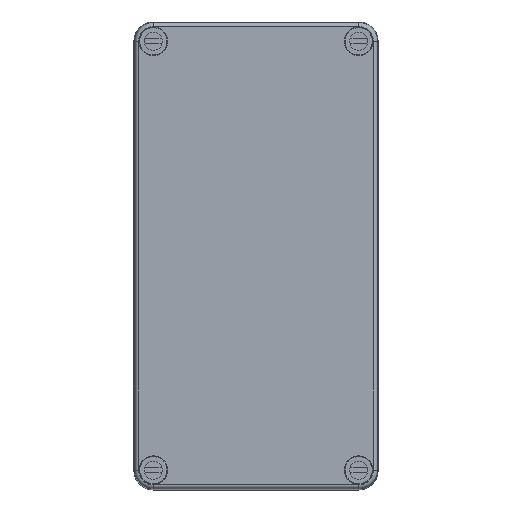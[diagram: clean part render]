
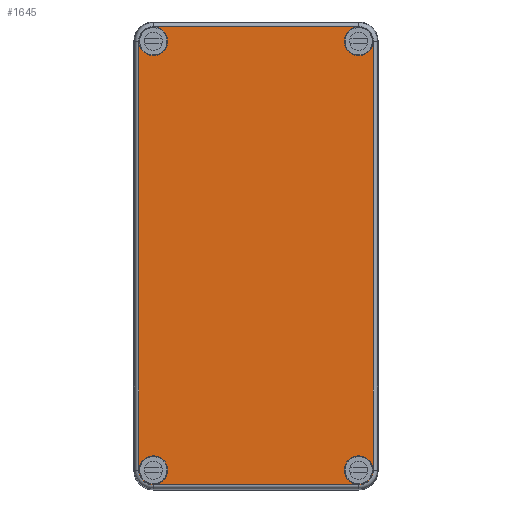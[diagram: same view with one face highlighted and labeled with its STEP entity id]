
A CAD part, top view. The second image highlights one B-rep face of the part: STEP entity #1645.
In plain terms, the highlighted planar face has unit normal (0, 0, 1).
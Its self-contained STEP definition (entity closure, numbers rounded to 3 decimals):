
#1645 = ADVANCED_FACE( '', ( #3631, #3632, #3633, #3634, #3635 ), #3636, .T. );
#3631 = FACE_OUTER_BOUND( '', #6009, .T. );
#3632 = FACE_BOUND( '', #6010, .T. );
#3633 = FACE_BOUND( '', #6011, .T. );
#3634 = FACE_BOUND( '', #6012, .T. );
#3635 = FACE_BOUND( '', #6013, .T. );
#3636 = PLANE( '', #6014 );
#6009 = EDGE_LOOP( '', ( #10348, #10349, #10350, #10351, #10352, #10353, #10354, #10355 ) );
#6010 = EDGE_LOOP( '', ( #10356 ) );
#6011 = EDGE_LOOP( '', ( #10357 ) );
#6012 = EDGE_LOOP( '', ( #10358 ) );
#6013 = EDGE_LOOP( '', ( #10359 ) );
#6014 = AXIS2_PLACEMENT_3D( '', #10360, #10361, #10362 );
#10348 = ORIENTED_EDGE( '', *, *, #14598, .F. );
#10349 = ORIENTED_EDGE( '', *, *, #14599, .F. );
#10350 = ORIENTED_EDGE( '', *, *, #14600, .T. );
#10351 = ORIENTED_EDGE( '', *, *, #13977, .F. );
#10352 = ORIENTED_EDGE( '', *, *, #13918, .T. );
#10353 = ORIENTED_EDGE( '', *, *, #14508, .T. );
#10354 = ORIENTED_EDGE( '', *, *, #13183, .F. );
#10355 = ORIENTED_EDGE( '', *, *, #13441, .T. );
#10356 = ORIENTED_EDGE( '', *, *, #14601, .F. );
#10357 = ORIENTED_EDGE( '', *, *, #14602, .F. );
#10358 = ORIENTED_EDGE( '', *, *, #14381, .F. );
#10359 = ORIENTED_EDGE( '', *, *, #13797, .F. );
#10360 = CARTESIAN_POINT( '', ( 0., 0., 39. ) );
#10361 = DIRECTION( '', ( 0., 0., 1. ) );
#10362 = DIRECTION( '', ( 1., 0., 0. ) );
#13183 = EDGE_CURVE( '', #15637, #15638, #15639, .T. );
#13441 = EDGE_CURVE( '', #15637, #16078, #16080, .T. );
#13797 = EDGE_CURVE( '', #16658, #16658, #16659, .T. );
#13918 = EDGE_CURVE( '', #16856, #16854, #16857, .T. );
#13977 = EDGE_CURVE( '', #16856, #16949, #16950, .T. );
#14381 = EDGE_CURVE( '', #17534, #17534, #17535, .T. );
#14508 = EDGE_CURVE( '', #16854, #15638, #17713, .T. );
#14598 = EDGE_CURVE( '', #17828, #16078, #17829, .T. );
#14599 = EDGE_CURVE( '', #17830, #17828, #17831, .T. );
#14600 = EDGE_CURVE( '', #17830, #16949, #17832, .T. );
#14601 = EDGE_CURVE( '', #17833, #17833, #17834, .T. );
#14602 = EDGE_CURVE( '', #17835, #17835, #17836, .T. );
#15637 = VERTEX_POINT( '', #19115 );
#15638 = VERTEX_POINT( '', #19116 );
#15639 = CIRCLE( '', #19117, 5.673 );
#16078 = VERTEX_POINT( '', #19726 );
#16080 = LINE( '', #19728, #19729 );
#16658 = VERTEX_POINT( '', #20489 );
#16659 = CIRCLE( '', #20490, 5.5 );
#16854 = VERTEX_POINT( '', #20775 );
#16856 = VERTEX_POINT( '', #20777 );
#16857 = CIRCLE( '', #20778, 5.673 );
#16949 = VERTEX_POINT( '', #20904 );
#16950 = LINE( '', #20905, #20906 );
#17534 = VERTEX_POINT( '', #21660 );
#17535 = CIRCLE( '', #21661, 5.5 );
#17713 = LINE( '', #21881, #21882 );
#17828 = VERTEX_POINT( '', #22036 );
#17829 = CIRCLE( '', #22037, 5.673 );
#17830 = VERTEX_POINT( '', #22038 );
#17831 = LINE( '', #22039, #22040 );
#17832 = CIRCLE( '', #22041, 5.673 );
#17833 = VERTEX_POINT( '', #22042 );
#17834 = CIRCLE( '', #22043, 5.5 );
#17835 = VERTEX_POINT( '', #22044 );
#17836 = CIRCLE( '', #22045, 5.5 );
#19115 = CARTESIAN_POINT( '', ( -45.173, 82.5, 39. ) );
#19116 = CARTESIAN_POINT( '', ( -39.5, 88.173, 39. ) );
#19117 = AXIS2_PLACEMENT_3D( '', #23286, #23287, #23288 );
#19726 = CARTESIAN_POINT( '', ( -45.173, -82.5, 39. ) );
#19728 = CARTESIAN_POINT( '', ( -45.173, 100., 39. ) );
#19729 = VECTOR( '', #23658, 1000. );
#20489 = CARTESIAN_POINT( '', ( 45., 82.5, 39. ) );
#20490 = AXIS2_PLACEMENT_3D( '', #24102, #24103, #24104 );
#20775 = CARTESIAN_POINT( '', ( 39.5, 88.173, 39. ) );
#20777 = CARTESIAN_POINT( '', ( 45.173, 82.5, 39. ) );
#20778 = AXIS2_PLACEMENT_3D( '', #24285, #24286, #24287 );
#20904 = CARTESIAN_POINT( '', ( 45.173, -82.5, 39. ) );
#20905 = CARTESIAN_POINT( '', ( 45.173, 100., 39. ) );
#20906 = VECTOR( '', #24349, 1000. );
#21660 = CARTESIAN_POINT( '', ( -34., 82.5, 39. ) );
#21661 = AXIS2_PLACEMENT_3D( '', #24884, #24885, #24886 );
#21881 = CARTESIAN_POINT( '', ( 50., 88.173, 39. ) );
#21882 = VECTOR( '', #25049, 1000. );
#22036 = CARTESIAN_POINT( '', ( -39.5, -88.173, 39. ) );
#22037 = AXIS2_PLACEMENT_3D( '', #25143, #25144, #25145 );
#22038 = CARTESIAN_POINT( '', ( 39.5, -88.173, 39. ) );
#22039 = CARTESIAN_POINT( '', ( 50., -88.173, 39. ) );
#22040 = VECTOR( '', #25146, 1000. );
#22041 = AXIS2_PLACEMENT_3D( '', #25147, #25148, #25149 );
#22042 = CARTESIAN_POINT( '', ( -34., -82.5, 39. ) );
#22043 = AXIS2_PLACEMENT_3D( '', #25150, #25151, #25152 );
#22044 = CARTESIAN_POINT( '', ( 45., -82.5, 39. ) );
#22045 = AXIS2_PLACEMENT_3D( '', #25153, #25154, #25155 );
#23286 = CARTESIAN_POINT( '', ( -39.5, 82.5, 39. ) );
#23287 = DIRECTION( '', ( 0., 0., -1. ) );
#23288 = DIRECTION( '', ( -1., 0., 0. ) );
#23658 = DIRECTION( '', ( 0., -1., 0. ) );
#24102 = CARTESIAN_POINT( '', ( 39.5, 82.5, 39. ) );
#24103 = DIRECTION( '', ( 0., 0., 1. ) );
#24104 = DIRECTION( '', ( 1., 0., 0. ) );
#24285 = CARTESIAN_POINT( '', ( 39.5, 82.5, 39. ) );
#24286 = DIRECTION( '', ( 0., 0., 1. ) );
#24287 = DIRECTION( '', ( 1., 0., 0. ) );
#24349 = DIRECTION( '', ( 0., -1., 0. ) );
#24884 = CARTESIAN_POINT( '', ( -39.5, 82.5, 39. ) );
#24885 = DIRECTION( '', ( 0., 0., 1. ) );
#24886 = DIRECTION( '', ( 1., 0., 0. ) );
#25049 = DIRECTION( '', ( -1., 0., 0. ) );
#25143 = CARTESIAN_POINT( '', ( -39.5, -82.5, 39. ) );
#25144 = DIRECTION( '', ( 0., 0., -1. ) );
#25145 = DIRECTION( '', ( -1., 0., 0. ) );
#25146 = DIRECTION( '', ( -1., 0., 0. ) );
#25147 = CARTESIAN_POINT( '', ( 39.5, -82.5, 39. ) );
#25148 = DIRECTION( '', ( 0., 0., 1. ) );
#25149 = DIRECTION( '', ( 1., 0., 0. ) );
#25150 = CARTESIAN_POINT( '', ( -39.5, -82.5, 39. ) );
#25151 = DIRECTION( '', ( 0., 0., 1. ) );
#25152 = DIRECTION( '', ( 1., 0., 0. ) );
#25153 = CARTESIAN_POINT( '', ( 39.5, -82.5, 39. ) );
#25154 = DIRECTION( '', ( 0., 0., 1. ) );
#25155 = DIRECTION( '', ( 1., 0., 0. ) );
